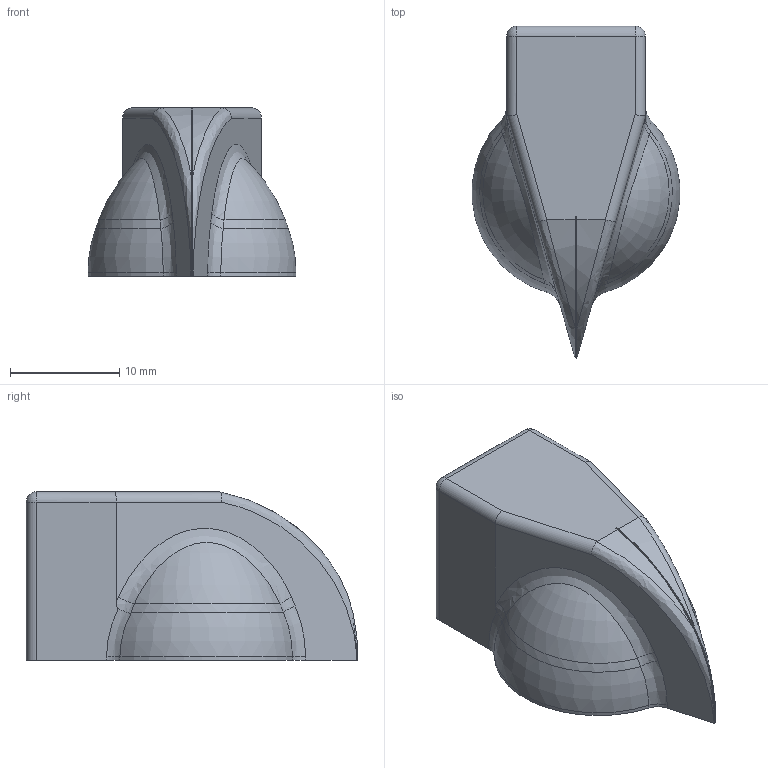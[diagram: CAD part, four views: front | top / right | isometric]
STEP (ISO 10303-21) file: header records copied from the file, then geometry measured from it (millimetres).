
FILE_DESCRIPTION(/* description */ ('Unknown'),/* implementation_level */ '2;1');
FILE_NAME(/* name */ '2300BM',/* time_stamp */ '2024-08-06T07:33:53+02:00',/* author */ ('Unknown'),/* organization */ ('Unknown'),/* preprocessor_version */ 'ST-DEVELOPER v18.102',/* originating_system */ 'Solid Edge',/* authorisation */ 'Unknown');
FILE_SCHEMA (('AUTOMOTIVE_DESIGN {1 0 10303 214 3 1 1}'));
Length unit declared in the file: millimetre
Products named in the file (1): 2300BM
Bounding box: 18.98 x 30.35 x 15.41 mm (x, y, z)
Volume: 3732.8 mm3; surface area: 2069.6 mm2
Topology: 1 solids, 1 shells, 52 faces, 128 edges, 78 vertices
Faces by surface type: cylinder 18, plane 13, bspline 13, torus 4, cone 2, sphere 2
Full cylindrical faces by diameter (mm): 6.502 x1, 16.764 x1
Entity records: 2116 total; most frequent: CARTESIAN_POINT 606, ORIENTED_EDGE 248, DIRECTION 212, EDGE_CURVE 124, AXIS2_PLACEMENT_3D 84, VERTEX_POINT 78, EDGE_LOOP 56, FACE_BOUND 56
